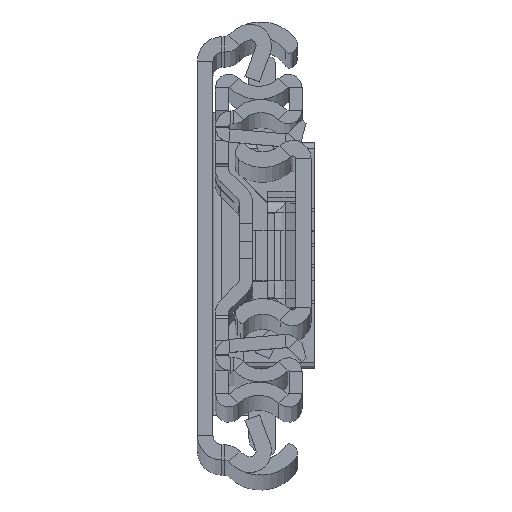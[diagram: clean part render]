
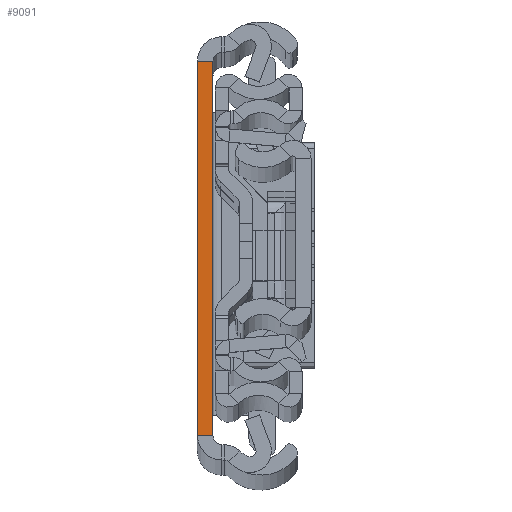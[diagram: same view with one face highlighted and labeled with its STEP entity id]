
A CAD part, top view. The second image highlights one B-rep face of the part: STEP entity #9091.
In plain terms, the highlighted planar face has unit normal (0, 0, 1).
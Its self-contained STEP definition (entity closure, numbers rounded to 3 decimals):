
#59 = ORIENTED_EDGE ( 'NONE', *, *, #15582, .F. ) ;
#117 = LINE ( 'NONE', #6762, #267 ) ;
#185 = EDGE_LOOP ( 'NONE', ( #16990, #59, #15397, #10140 ) ) ;
#267 = VECTOR ( 'NONE', #12318, 1000. ) ;
#510 = VERTEX_POINT ( 'NONE', #9431 ) ;
#1137 = VECTOR ( 'NONE', #15542, 1000. ) ;
#1315 = DIRECTION ( 'NONE',  ( 0., 0., -1. ) ) ;
#2376 = CARTESIAN_POINT ( 'NONE',  ( 0., 31.5, 0. ) ) ;
#2386 = EDGE_CURVE ( 'NONE', #11560, #510, #10398, .T. ) ;
#3665 = CARTESIAN_POINT ( 'NONE',  ( 2.6, -31.5, 0. ) ) ;
#4266 = VECTOR ( 'NONE', #6213, 1000. ) ;
#4920 = VECTOR ( 'NONE', #16973, 1000. ) ;
#4947 = VERTEX_POINT ( 'NONE', #2376 ) ;
#5910 = AXIS2_PLACEMENT_3D ( 'NONE', #16701, #1315, #17217 ) ;
#5946 = CARTESIAN_POINT ( 'NONE',  ( 2.6, -31.5, 0. ) ) ;
#6213 = DIRECTION ( 'NONE',  ( 0., 1., 0. ) ) ;
#6491 = VERTEX_POINT ( 'NONE', #7726 ) ;
#6762 = CARTESIAN_POINT ( 'NONE',  ( 0., -31.5, 0. ) ) ;
#7726 = CARTESIAN_POINT ( 'NONE',  ( 0., -31.5, 0. ) ) ;
#8699 = CARTESIAN_POINT ( 'NONE',  ( 2.6, -31.5, 0. ) ) ;
#9091 = ADVANCED_FACE ( 'NONE', ( #11034 ), #10284, .F. ) ;
#9431 = CARTESIAN_POINT ( 'NONE',  ( 2.6, 31.5, 0. ) ) ;
#9801 = LINE ( 'NONE', #8699, #1137 ) ;
#10140 = ORIENTED_EDGE ( 'NONE', *, *, #2386, .T. ) ;
#10284 = PLANE ( 'NONE',  #5910 ) ;
#10398 = LINE ( 'NONE', #3665, #4266 ) ;
#11034 = FACE_OUTER_BOUND ( 'NONE', #185, .T. ) ;
#11560 = VERTEX_POINT ( 'NONE', #5946 ) ;
#12318 = DIRECTION ( 'NONE',  ( 0., 1., 0. ) ) ;
#14044 = CARTESIAN_POINT ( 'NONE',  ( 2.6, 31.5, 0. ) ) ;
#15321 = EDGE_CURVE ( 'NONE', #6491, #11560, #9801, .T. ) ;
#15397 = ORIENTED_EDGE ( 'NONE', *, *, #15321, .T. ) ;
#15499 = LINE ( 'NONE', #14044, #4920 ) ;
#15542 = DIRECTION ( 'NONE',  ( 1., 0., 0. ) ) ;
#15582 = EDGE_CURVE ( 'NONE', #6491, #4947, #117, .T. ) ;
#15750 = EDGE_CURVE ( 'NONE', #4947, #510, #15499, .T. ) ;
#16701 = CARTESIAN_POINT ( 'NONE',  ( 2.6, -31.5, 0. ) ) ;
#16973 = DIRECTION ( 'NONE',  ( 1., 0., 0. ) ) ;
#16990 = ORIENTED_EDGE ( 'NONE', *, *, #15750, .F. ) ;
#17217 = DIRECTION ( 'NONE',  ( 0., 1., 0. ) ) ;
